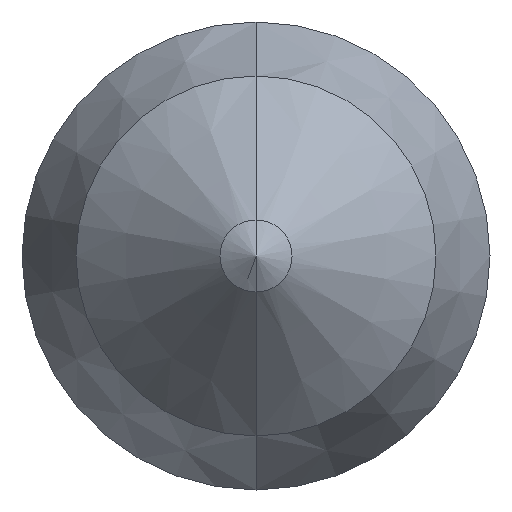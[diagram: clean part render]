
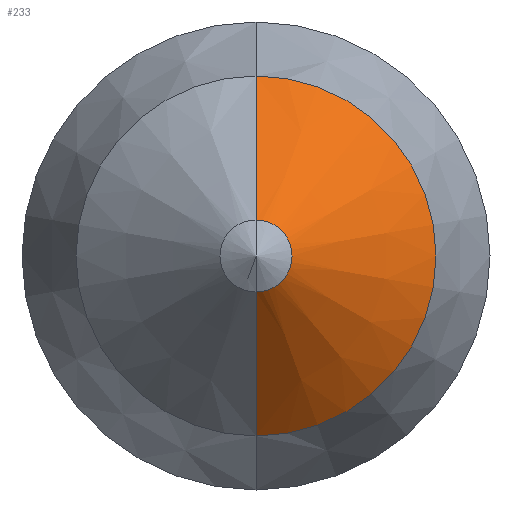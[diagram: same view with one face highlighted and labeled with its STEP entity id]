
A CAD part, front view. The second image highlights one B-rep face of the part: STEP entity #233.
In plain terms, the highlighted conical face has half-angle 45 degrees and reference radius 2 mm.
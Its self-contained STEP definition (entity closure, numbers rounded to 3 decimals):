
#4 = DIRECTION ( 'NONE',  ( 0., 0., 1. ) ) ;
#5 = DIRECTION ( 'NONE',  ( 0., 1., 0. ) ) ;
#9 = CARTESIAN_POINT ( 'NONE',  ( 0., 9.155, 0. ) ) ;
#29 = EDGE_LOOP ( 'NONE', ( #81, #79, #80, #78 ) ) ;
#78 = ORIENTED_EDGE ( 'NONE', *, *, #244, .F. ) ;
#79 = ORIENTED_EDGE ( 'NONE', *, *, #246, .T. ) ;
#80 = ORIENTED_EDGE ( 'NONE', *, *, #224, .F. ) ;
#81 = ORIENTED_EDGE ( 'NONE', *, *, #245, .T. ) ;
#84 = VERTEX_POINT ( 'NONE', #502 ) ;
#85 = VERTEX_POINT ( 'NONE', #501 ) ;
#86 = VERTEX_POINT ( 'NONE', #500 ) ;
#87 = VERTEX_POINT ( 'NONE', #499 ) ;
#119 = AXIS2_PLACEMENT_3D ( 'NONE', #9, #5, #4 ) ;
#134 = FACE_OUTER_BOUND ( 'NONE', #29, .T. ) ;
#141 = AXIS2_PLACEMENT_3D ( 'NONE', #305, #306, #307 ) ;
#150 = AXIS2_PLACEMENT_3D ( 'NONE', #332, #342, #343 ) ;
#153 = VECTOR ( 'NONE', #341, 1000. ) ;
#156 = VECTOR ( 'NONE', #347, 1000. ) ;
#193 = CIRCLE ( 'NONE', #150, 2. ) ;
#201 = CONICAL_SURFACE ( 'NONE', #141, 2., 0.785 ) ;
#208 = CIRCLE ( 'NONE', #119, 10. ) ;
#224 = EDGE_CURVE ( 'NONE', #87, #86, #208, .T. ) ;
#233 = ADVANCED_FACE ( 'NONE', ( #134 ), #201, .T. ) ;
#244 = EDGE_CURVE ( 'NONE', #85, #87, #339, .T. ) ;
#245 = EDGE_CURVE ( 'NONE', #85, #84, #193, .T. ) ;
#246 = EDGE_CURVE ( 'NONE', #84, #86, #345, .T. ) ;
#305 = CARTESIAN_POINT ( 'NONE',  ( 0., 1.155, 0. ) ) ;
#306 = DIRECTION ( 'NONE',  ( 0., 1., 0. ) ) ;
#307 = DIRECTION ( 'NONE',  ( 0., 0., 1. ) ) ;
#332 = CARTESIAN_POINT ( 'NONE',  ( 0., 1.155, 0. ) ) ;
#339 = LINE ( 'NONE', #340, #153 ) ;
#340 = CARTESIAN_POINT ( 'NONE',  ( 0., 1.155, 2. ) ) ;
#341 = DIRECTION ( 'NONE',  ( 0., 0.707, 0.707 ) ) ;
#342 = DIRECTION ( 'NONE',  ( 0., 1., 0. ) ) ;
#343 = DIRECTION ( 'NONE',  ( 0., 0., 1. ) ) ;
#345 = LINE ( 'NONE', #346, #156 ) ;
#346 = CARTESIAN_POINT ( 'NONE',  ( 0., 1.155, -2. ) ) ;
#347 = DIRECTION ( 'NONE',  ( 0., 0.707, -0.707 ) ) ;
#499 = CARTESIAN_POINT ( 'NONE',  ( 0., 9.155, 10. ) ) ;
#500 = CARTESIAN_POINT ( 'NONE',  ( 0., 9.155, -10. ) ) ;
#501 = CARTESIAN_POINT ( 'NONE',  ( 0., 1.155, 2. ) ) ;
#502 = CARTESIAN_POINT ( 'NONE',  ( 0., 1.155, -2. ) ) ;
